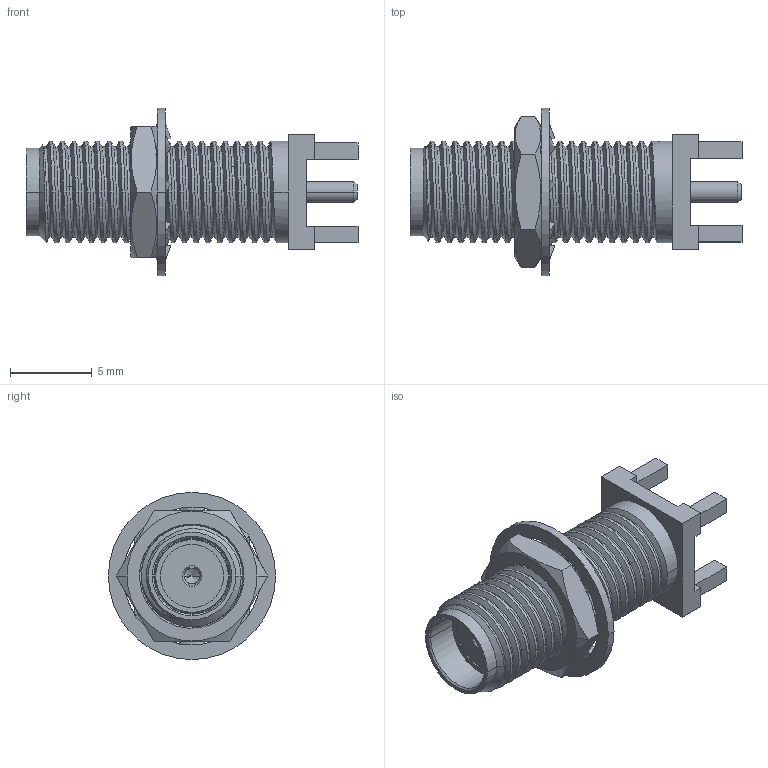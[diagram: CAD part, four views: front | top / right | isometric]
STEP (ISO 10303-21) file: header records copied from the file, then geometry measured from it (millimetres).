
FILE_DESCRIPTION((''),'2;1');
FILE_NAME('132291-12_SW0001','2020-05-07T',('Vijayaragavan'),(''),'CREO PARAMETRIC BY PTC INC, 2018360','CREO PARAMETRIC BY PTC INC, 2018360','');
FILE_SCHEMA(('CONFIG_CONTROL_DESIGN'));
Length unit declared in the file: millimetre
Products named in the file (1): 132291-12_SW0001
Bounding box: 20.25 x 10.2 x 10.2 mm (x, y, z)
Volume: 524.7 mm3; surface area: 873.5 mm2
Topology: 1 solids, 1 shells, 198 faces, 609 edges, 403 vertices
Faces by surface type: cylinder 62, plane 60, bspline 56, cone 20
Entity records: 21158 total; most frequent: CARTESIAN_POINT 16214, ORIENTED_EDGE 1214, DIRECTION 736, EDGE_CURVE 607, VERTEX_POINT 403, VECTOR 302, LINE 302, B_SPLINE_CURVE_WITH_KNOTS 230
